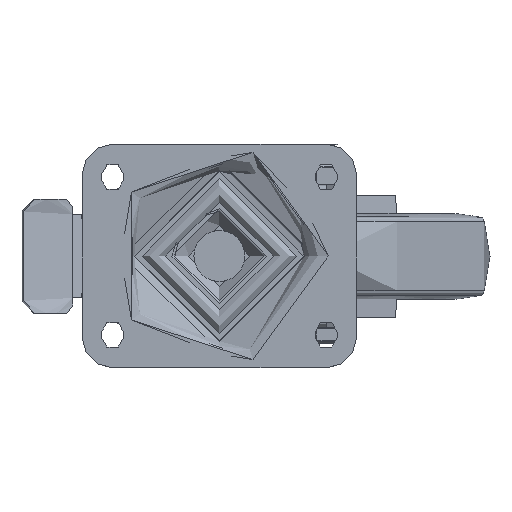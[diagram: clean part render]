
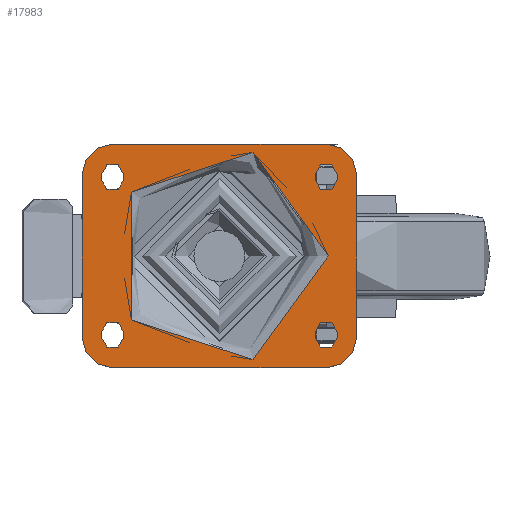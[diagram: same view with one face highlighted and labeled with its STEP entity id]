
A CAD part, top view. The second image highlights one B-rep face of the part: STEP entity #17983.
In plain terms, the highlighted planar face has unit normal (0, 0, 1).
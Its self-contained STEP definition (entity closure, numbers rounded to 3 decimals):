
#462=FACE_BOUND('',#5997,.T.);
#463=FACE_BOUND('',#5998,.T.);
#464=FACE_BOUND('',#5999,.T.);
#465=FACE_BOUND('',#6000,.T.);
#466=FACE_BOUND('',#6001,.T.);
#737=PLANE('',#19524);
#1334=LINE('',#27384,#2619);
#1335=LINE('',#27385,#2620);
#1336=LINE('',#27386,#2621);
#1337=LINE('',#27387,#2622);
#1338=LINE('',#27390,#2623);
#1339=LINE('',#27394,#2624);
#1340=LINE('',#27398,#2625);
#1341=LINE('',#27402,#2626);
#1342=LINE('',#27406,#2627);
#1343=LINE('',#27410,#2628);
#1344=LINE('',#27414,#2629);
#1345=LINE('',#27418,#2630);
#2619=VECTOR('',#21675,1000.);
#2620=VECTOR('',#21676,1000.);
#2621=VECTOR('',#21677,1000.);
#2622=VECTOR('',#21678,1000.);
#2623=VECTOR('',#21679,1000.);
#2624=VECTOR('',#21682,1000.);
#2625=VECTOR('',#21685,1000.);
#2626=VECTOR('',#21688,1000.);
#2627=VECTOR('',#21691,1000.);
#2628=VECTOR('',#21694,1000.);
#2629=VECTOR('',#21697,1000.);
#2630=VECTOR('',#21700,1000.);
#3795=CIRCLE('',#19329,15.);
#3797=CIRCLE('',#19332,15.);
#3799=CIRCLE('',#19335,15.);
#3801=CIRCLE('',#19338,15.);
#3818=CIRCLE('',#19361,53.478);
#3884=CIRCLE('',#19525,5.5);
#3885=CIRCLE('',#19526,5.5);
#3886=CIRCLE('',#19527,5.5);
#3887=CIRCLE('',#19528,5.5);
#3888=CIRCLE('',#19529,5.5);
#3889=CIRCLE('',#19530,5.5);
#3890=CIRCLE('',#19531,5.5);
#3891=CIRCLE('',#19532,5.5);
#4908=FACE_OUTER_BOUND('',#5996,.T.);
#5996=EDGE_LOOP('',(#12885,#12886,#12887,#12888,#12889,#12890,#12891,#12892));
#5997=EDGE_LOOP('',(#12893,#12894,#12895,#12896));
#5998=EDGE_LOOP('',(#12897,#12898,#12899,#12900));
#5999=EDGE_LOOP('',(#12901,#12902,#12903,#12904));
#6000=EDGE_LOOP('',(#12905,#12906,#12907,#12908));
#6001=EDGE_LOOP('',(#12909));
#7868=VERTEX_POINT('',#26311);
#7869=VERTEX_POINT('',#26312);
#7872=VERTEX_POINT('',#26320);
#7873=VERTEX_POINT('',#26321);
#7876=VERTEX_POINT('',#26329);
#7877=VERTEX_POINT('',#26330);
#7880=VERTEX_POINT('',#26338);
#7881=VERTEX_POINT('',#26339);
#7896=VERTEX_POINT('',#26381);
#8009=VERTEX_POINT('',#27388);
#8010=VERTEX_POINT('',#27389);
#8011=VERTEX_POINT('',#27391);
#8012=VERTEX_POINT('',#27393);
#8013=VERTEX_POINT('',#27396);
#8014=VERTEX_POINT('',#27397);
#8015=VERTEX_POINT('',#27399);
#8016=VERTEX_POINT('',#27401);
#8017=VERTEX_POINT('',#27404);
#8018=VERTEX_POINT('',#27405);
#8019=VERTEX_POINT('',#27407);
#8020=VERTEX_POINT('',#27409);
#8021=VERTEX_POINT('',#27412);
#8022=VERTEX_POINT('',#27413);
#8023=VERTEX_POINT('',#27415);
#8024=VERTEX_POINT('',#27417);
#9651=EDGE_CURVE('',#7868,#7869,#3795,.T.);
#9655=EDGE_CURVE('',#7872,#7873,#3797,.T.);
#9659=EDGE_CURVE('',#7876,#7877,#3799,.T.);
#9663=EDGE_CURVE('',#7880,#7881,#3801,.T.);
#9684=EDGE_CURVE('',#7896,#7896,#3818,.T.);
#9895=EDGE_CURVE('',#7873,#7868,#1334,.T.);
#9896=EDGE_CURVE('',#7877,#7872,#1335,.T.);
#9897=EDGE_CURVE('',#7881,#7876,#1336,.T.);
#9898=EDGE_CURVE('',#7869,#7880,#1337,.T.);
#9899=EDGE_CURVE('',#8009,#8010,#1338,.T.);
#9900=EDGE_CURVE('',#8010,#8011,#3884,.T.);
#9901=EDGE_CURVE('',#8011,#8012,#1339,.T.);
#9902=EDGE_CURVE('',#8012,#8009,#3885,.T.);
#9903=EDGE_CURVE('',#8013,#8014,#1340,.T.);
#9904=EDGE_CURVE('',#8014,#8015,#3886,.T.);
#9905=EDGE_CURVE('',#8015,#8016,#1341,.T.);
#9906=EDGE_CURVE('',#8016,#8013,#3887,.T.);
#9907=EDGE_CURVE('',#8017,#8018,#1342,.T.);
#9908=EDGE_CURVE('',#8018,#8019,#3888,.T.);
#9909=EDGE_CURVE('',#8019,#8020,#1343,.T.);
#9910=EDGE_CURVE('',#8020,#8017,#3889,.T.);
#9911=EDGE_CURVE('',#8021,#8022,#1344,.T.);
#9912=EDGE_CURVE('',#8022,#8023,#3890,.T.);
#9913=EDGE_CURVE('',#8023,#8024,#1345,.T.);
#9914=EDGE_CURVE('',#8024,#8021,#3891,.T.);
#12885=ORIENTED_EDGE('',*,*,#9651,.F.);
#12886=ORIENTED_EDGE('',*,*,#9895,.F.);
#12887=ORIENTED_EDGE('',*,*,#9655,.F.);
#12888=ORIENTED_EDGE('',*,*,#9896,.F.);
#12889=ORIENTED_EDGE('',*,*,#9659,.F.);
#12890=ORIENTED_EDGE('',*,*,#9897,.F.);
#12891=ORIENTED_EDGE('',*,*,#9663,.F.);
#12892=ORIENTED_EDGE('',*,*,#9898,.F.);
#12893=ORIENTED_EDGE('',*,*,#9899,.T.);
#12894=ORIENTED_EDGE('',*,*,#9900,.T.);
#12895=ORIENTED_EDGE('',*,*,#9901,.T.);
#12896=ORIENTED_EDGE('',*,*,#9902,.T.);
#12897=ORIENTED_EDGE('',*,*,#9903,.T.);
#12898=ORIENTED_EDGE('',*,*,#9904,.T.);
#12899=ORIENTED_EDGE('',*,*,#9905,.T.);
#12900=ORIENTED_EDGE('',*,*,#9906,.T.);
#12901=ORIENTED_EDGE('',*,*,#9907,.T.);
#12902=ORIENTED_EDGE('',*,*,#9908,.T.);
#12903=ORIENTED_EDGE('',*,*,#9909,.T.);
#12904=ORIENTED_EDGE('',*,*,#9910,.T.);
#12905=ORIENTED_EDGE('',*,*,#9911,.T.);
#12906=ORIENTED_EDGE('',*,*,#9912,.T.);
#12907=ORIENTED_EDGE('',*,*,#9913,.T.);
#12908=ORIENTED_EDGE('',*,*,#9914,.T.);
#12909=ORIENTED_EDGE('',*,*,#9684,.F.);
#17983=ADVANCED_FACE('',(#4908,#462,#463,#464,#465,#466),#737,.T.);
#19329=AXIS2_PLACEMENT_3D('',#26313,#21170,#21171);
#19332=AXIS2_PLACEMENT_3D('',#26322,#21178,#21179);
#19335=AXIS2_PLACEMENT_3D('',#26331,#21186,#21187);
#19338=AXIS2_PLACEMENT_3D('',#26340,#21194,#21195);
#19361=AXIS2_PLACEMENT_3D('',#26382,#21244,#21245);
#19524=AXIS2_PLACEMENT_3D('',#27383,#21673,#21674);
#19525=AXIS2_PLACEMENT_3D('',#27392,#21680,#21681);
#19526=AXIS2_PLACEMENT_3D('',#27395,#21683,#21684);
#19527=AXIS2_PLACEMENT_3D('',#27400,#21686,#21687);
#19528=AXIS2_PLACEMENT_3D('',#27403,#21689,#21690);
#19529=AXIS2_PLACEMENT_3D('',#27408,#21692,#21693);
#19530=AXIS2_PLACEMENT_3D('',#27411,#21695,#21696);
#19531=AXIS2_PLACEMENT_3D('',#27416,#21698,#21699);
#19532=AXIS2_PLACEMENT_3D('',#27419,#21701,#21702);
#21170=DIRECTION('center_axis',(0.,0.,-1.));
#21171=DIRECTION('ref_axis',(-0.707,-0.707,0.));
#21178=DIRECTION('center_axis',(0.,0.,-1.));
#21179=DIRECTION('ref_axis',(0.707,-0.707,0.));
#21186=DIRECTION('center_axis',(0.,0.,-1.));
#21187=DIRECTION('ref_axis',(0.707,0.707,0.));
#21194=DIRECTION('center_axis',(0.,0.,-1.));
#21195=DIRECTION('ref_axis',(-0.707,0.707,0.));
#21244=DIRECTION('center_axis',(0.,0.,1.));
#21245=DIRECTION('ref_axis',(0.,-1.,0.));
#21673=DIRECTION('center_axis',(0.,0.,1.));
#21674=DIRECTION('ref_axis',(1.,0.,0.));
#21675=DIRECTION('',(-1.,0.,0.));
#21676=DIRECTION('',(0.,-1.,0.));
#21677=DIRECTION('',(1.,0.,0.));
#21678=DIRECTION('',(0.,1.,0.));
#21679=DIRECTION('',(0.,1.,0.));
#21680=DIRECTION('center_axis',(0.,0.,-1.));
#21681=DIRECTION('ref_axis',(-1.,0.,0.));
#21682=DIRECTION('',(0.,-1.,0.));
#21683=DIRECTION('center_axis',(0.,0.,-1.));
#21684=DIRECTION('ref_axis',(-1.,0.,0.));
#21685=DIRECTION('',(0.,-1.,0.));
#21686=DIRECTION('center_axis',(0.,0.,-1.));
#21687=DIRECTION('ref_axis',(-1.,0.,0.));
#21688=DIRECTION('',(0.,1.,0.));
#21689=DIRECTION('center_axis',(0.,0.,-1.));
#21690=DIRECTION('ref_axis',(-1.,0.,0.));
#21691=DIRECTION('',(0.,1.,0.));
#21692=DIRECTION('center_axis',(0.,0.,-1.));
#21693=DIRECTION('ref_axis',(1.,0.,0.));
#21694=DIRECTION('',(0.,-1.,0.));
#21695=DIRECTION('center_axis',(0.,0.,-1.));
#21696=DIRECTION('ref_axis',(1.,0.,0.));
#21697=DIRECTION('',(0.,-1.,0.));
#21698=DIRECTION('center_axis',(0.,0.,-1.));
#21699=DIRECTION('ref_axis',(1.,0.,0.));
#21700=DIRECTION('',(0.,1.,0.));
#21701=DIRECTION('center_axis',(0.,0.,-1.));
#21702=DIRECTION('ref_axis',(1.,0.,0.));
#26311=CARTESIAN_POINT('',(-52.5,-55.,0.));
#26312=CARTESIAN_POINT('',(-67.5,-40.,0.));
#26313=CARTESIAN_POINT('Origin',(-52.5,-40.,0.));
#26320=CARTESIAN_POINT('',(67.5,-40.,0.));
#26321=CARTESIAN_POINT('',(52.5,-55.,0.));
#26322=CARTESIAN_POINT('Origin',(52.5,-40.,0.));
#26329=CARTESIAN_POINT('',(52.5,55.,0.));
#26330=CARTESIAN_POINT('',(67.5,40.,0.));
#26331=CARTESIAN_POINT('Origin',(52.5,40.,0.));
#26338=CARTESIAN_POINT('',(-67.5,40.,0.));
#26339=CARTESIAN_POINT('',(-52.5,55.,0.));
#26340=CARTESIAN_POINT('Origin',(-52.5,40.,0.));
#26381=CARTESIAN_POINT('',(53.478,0.,0.));
#26382=CARTESIAN_POINT('Origin',(0.,0.,0.));
#27383=CARTESIAN_POINT('Origin',(0.,0.,0.));
#27384=CARTESIAN_POINT('',(67.5,-55.,0.));
#27385=CARTESIAN_POINT('',(67.5,55.,0.));
#27386=CARTESIAN_POINT('',(-67.5,55.,0.));
#27387=CARTESIAN_POINT('',(-67.5,-55.,0.));
#27388=CARTESIAN_POINT('',(47.,-40.,0.));
#27389=CARTESIAN_POINT('',(47.,-37.5,0.));
#27390=CARTESIAN_POINT('',(47.,-40.,0.));
#27391=CARTESIAN_POINT('',(58.,-37.5,0.));
#27392=CARTESIAN_POINT('Origin',(52.5,-37.5,0.));
#27393=CARTESIAN_POINT('',(58.,-40.,0.));
#27394=CARTESIAN_POINT('',(58.,-40.,0.));
#27395=CARTESIAN_POINT('Origin',(52.5,-40.,0.));
#27396=CARTESIAN_POINT('',(58.,40.,0.));
#27397=CARTESIAN_POINT('',(58.,37.5,0.));
#27398=CARTESIAN_POINT('',(58.,40.,0.));
#27399=CARTESIAN_POINT('',(47.,37.5,0.));
#27400=CARTESIAN_POINT('Origin',(52.5,37.5,0.));
#27401=CARTESIAN_POINT('',(47.,40.,0.));
#27402=CARTESIAN_POINT('',(47.,40.,0.));
#27403=CARTESIAN_POINT('Origin',(52.5,40.,0.));
#27404=CARTESIAN_POINT('',(-58.,-40.,0.));
#27405=CARTESIAN_POINT('',(-58.,-37.5,0.));
#27406=CARTESIAN_POINT('',(-58.,-40.,0.));
#27407=CARTESIAN_POINT('',(-47.,-37.5,0.));
#27408=CARTESIAN_POINT('Origin',(-52.5,-37.5,0.));
#27409=CARTESIAN_POINT('',(-47.,-40.,0.));
#27410=CARTESIAN_POINT('',(-47.,-40.,0.));
#27411=CARTESIAN_POINT('Origin',(-52.5,-40.,0.));
#27412=CARTESIAN_POINT('',(-47.,40.,0.));
#27413=CARTESIAN_POINT('',(-47.,37.5,0.));
#27414=CARTESIAN_POINT('',(-47.,40.,0.));
#27415=CARTESIAN_POINT('',(-58.,37.5,0.));
#27416=CARTESIAN_POINT('Origin',(-52.5,37.5,0.));
#27417=CARTESIAN_POINT('',(-58.,40.,0.));
#27418=CARTESIAN_POINT('',(-58.,40.,0.));
#27419=CARTESIAN_POINT('Origin',(-52.5,40.,0.));
